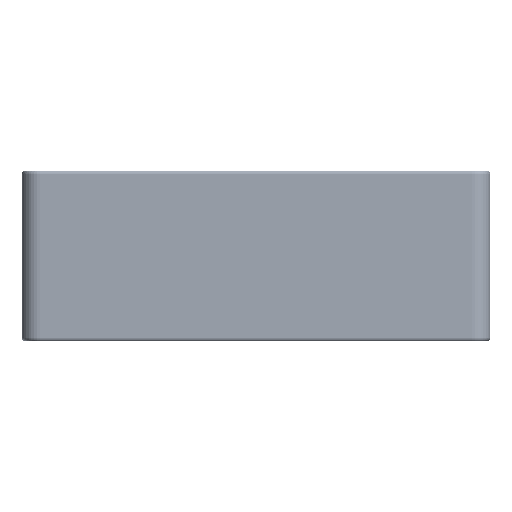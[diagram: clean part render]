
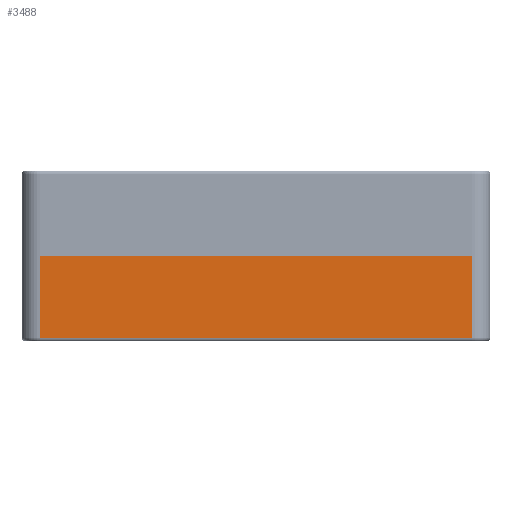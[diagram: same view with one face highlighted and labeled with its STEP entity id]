
A CAD part, front view. The second image highlights one B-rep face of the part: STEP entity #3488.
In plain terms, the highlighted planar face has unit normal (0, -1, 0).
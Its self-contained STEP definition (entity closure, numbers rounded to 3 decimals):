
#3488 = ADVANCED_FACE ( 'NONE', ( #184433 ), #52238, .F. ) ;
#4145 = CARTESIAN_POINT ( 'NONE',  ( -58.25, -66.25, 1. ) ) ;
#4944 = DIRECTION ( 'NONE',  ( -1., 0., 0. ) ) ;
#9630 = CARTESIAN_POINT ( 'NONE',  ( 0., -66.25, 23. ) ) ;
#15664 = EDGE_CURVE ( 'NONE', #179737, #85946, #156406, .T. ) ;
#20771 = EDGE_CURVE ( 'NONE', #72834, #119184, #55453, .T. ) ;
#31076 = VECTOR ( 'NONE', #54112, 1000. ) ;
#35860 = DIRECTION ( 'NONE',  ( 0., 1., 0. ) ) ;
#48755 = CARTESIAN_POINT ( 'NONE',  ( -58.25, -66.25, 23. ) ) ;
#52238 = PLANE ( 'NONE',  #171146 ) ;
#53818 = VECTOR ( 'NONE', #156469, 1000. ) ;
#54112 = DIRECTION ( 'NONE',  ( 1., 0., 0. ) ) ;
#55153 = EDGE_LOOP ( 'NONE', ( #175287, #62477, #177463, #137159 ) ) ;
#55453 = LINE ( 'NONE', #114320, #115578 ) ;
#62477 = ORIENTED_EDGE ( 'NONE', *, *, #20771, .T. ) ;
#72834 = VERTEX_POINT ( 'NONE', #4145 ) ;
#85946 = VERTEX_POINT ( 'NONE', #97863 ) ;
#97863 = CARTESIAN_POINT ( 'NONE',  ( 58.25, -66.25, 23. ) ) ;
#101404 = LINE ( 'NONE', #160247, #53818 ) ;
#114320 = CARTESIAN_POINT ( 'NONE',  ( 0., -66.25, 1. ) ) ;
#115578 = VECTOR ( 'NONE', #142368, 1000. ) ;
#119184 = VERTEX_POINT ( 'NONE', #187365 ) ;
#122871 = EDGE_CURVE ( 'NONE', #179737, #72834, #165540, .T. ) ;
#137159 = ORIENTED_EDGE ( 'NONE', *, *, #15664, .F. ) ;
#138491 = DIRECTION ( 'NONE',  ( 0., 0., -1. ) ) ;
#142368 = DIRECTION ( 'NONE',  ( 1., 0., 0. ) ) ;
#146564 = VECTOR ( 'NONE', #138491, 1000. ) ;
#151454 = EDGE_CURVE ( 'NONE', #85946, #119184, #101404, .T. ) ;
#156406 = LINE ( 'NONE', #9630, #31076 ) ;
#156469 = DIRECTION ( 'NONE',  ( 0., 0., -1. ) ) ;
#160247 = CARTESIAN_POINT ( 'NONE',  ( 58.25, -66.25, 23. ) ) ;
#165540 = LINE ( 'NONE', #48755, #146564 ) ;
#169964 = CARTESIAN_POINT ( 'NONE',  ( 0., -66.25, 23. ) ) ;
#171146 = AXIS2_PLACEMENT_3D ( 'NONE', #169964, #35860, #4944 ) ;
#175287 = ORIENTED_EDGE ( 'NONE', *, *, #122871, .T. ) ;
#175975 = CARTESIAN_POINT ( 'NONE',  ( -58.25, -66.25, 23. ) ) ;
#177463 = ORIENTED_EDGE ( 'NONE', *, *, #151454, .F. ) ;
#179737 = VERTEX_POINT ( 'NONE', #175975 ) ;
#184433 = FACE_OUTER_BOUND ( 'NONE', #55153, .T. ) ;
#187365 = CARTESIAN_POINT ( 'NONE',  ( 58.25, -66.25, 1. ) ) ;
